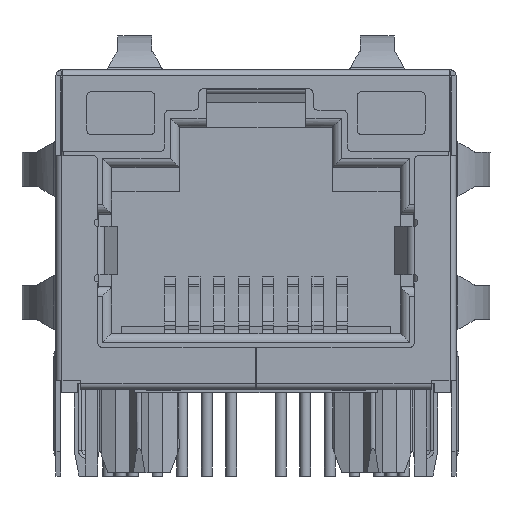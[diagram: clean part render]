
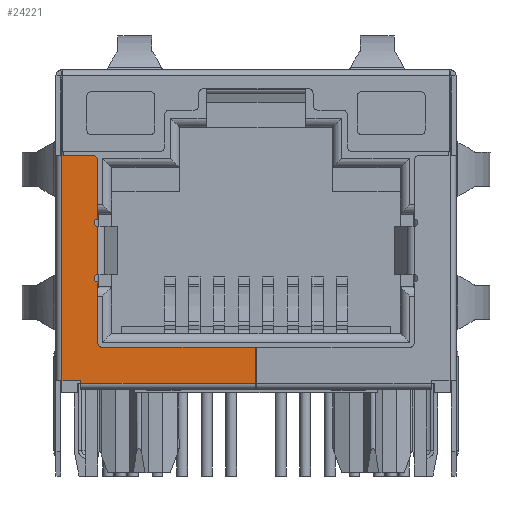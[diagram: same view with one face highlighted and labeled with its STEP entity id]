
A CAD part, front view. The second image highlights one B-rep face of the part: STEP entity #24221.
In plain terms, the highlighted planar face has unit normal (0, -1, 0).
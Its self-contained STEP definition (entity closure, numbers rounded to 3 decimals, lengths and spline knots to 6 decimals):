
#393=LINE('',#41353,#1122);
#394=LINE('',#41398,#1123);
#1122=VECTOR('',#32709,1.);
#1123=VECTOR('',#32720,1.);
#1953=B_SPLINE_CURVE_WITH_KNOTS('',3,(#38536,#38537,#38538,#38539),
 .UNSPECIFIED.,.F.,.F.,(4,4),(0.,1.),.UNSPECIFIED.);
#2369=B_SPLINE_CURVE_WITH_KNOTS('',3,(#41357,#41358,#41359,#41360),
 .UNSPECIFIED.,.F.,.F.,(4,4),(0.,1.),.UNSPECIFIED.);
#2370=B_SPLINE_CURVE_WITH_KNOTS('',3,(#41365,#41366,#41367,#41368),
 .UNSPECIFIED.,.F.,.F.,(4,4),(0.,1.),.UNSPECIFIED.);
#2371=B_SPLINE_CURVE_WITH_KNOTS('',3,(#41369,#41370,#41371,#41372),
 .UNSPECIFIED.,.F.,.F.,(4,4),(0.,0.992068),.UNSPECIFIED.);
#2372=B_SPLINE_CURVE_WITH_KNOTS('',3,(#41374,#41375,#41376,#41377),
 .UNSPECIFIED.,.F.,.F.,(4,4),(0.,1.),.UNSPECIFIED.);
#2373=B_SPLINE_CURVE_WITH_KNOTS('',3,(#41379,#41380,#41381,#41382),
 .UNSPECIFIED.,.F.,.F.,(4,4),(0.000005,1.),.UNSPECIFIED.);
#2374=B_SPLINE_CURVE_WITH_KNOTS('',3,(#41384,#41385,#41386,#41387),
 .UNSPECIFIED.,.F.,.F.,(4,4),(0.,1.),.UNSPECIFIED.);
#2375=B_SPLINE_CURVE_WITH_KNOTS('',3,(#41391,#41392,#41393,#41394),
 .UNSPECIFIED.,.F.,.F.,(4,4),(0.,1.),.UNSPECIFIED.);
#4102=PLANE('',#29792);
#7221=ORIENTED_EDGE('',*,*,#14349,.T.);
#7222=ORIENTED_EDGE('',*,*,#14350,.T.);
#7223=ORIENTED_EDGE('',*,*,#14351,.T.);
#7224=ORIENTED_EDGE('',*,*,#14347,.T.);
#7225=ORIENTED_EDGE('',*,*,#13663,.F.);
#7226=ORIENTED_EDGE('',*,*,#14352,.F.);
#7227=ORIENTED_EDGE('',*,*,#14353,.T.);
#7228=ORIENTED_EDGE('',*,*,#14354,.T.);
#7229=ORIENTED_EDGE('',*,*,#14355,.T.);
#7230=ORIENTED_EDGE('',*,*,#14356,.T.);
#7231=ORIENTED_EDGE('',*,*,#14357,.T.);
#7232=ORIENTED_EDGE('',*,*,#14358,.T.);
#7233=ORIENTED_EDGE('',*,*,#14359,.T.);
#7234=ORIENTED_EDGE('',*,*,#14360,.T.);
#13663=EDGE_CURVE('',#17479,#17480,#1953,.T.);
#14347=EDGE_CURVE('',#17962,#17480,#393,.F.);
#14349=EDGE_CURVE('',#17963,#17964,#2369,.T.);
#14350=EDGE_CURVE('',#17964,#17965,#19901,.F.);
#14351=EDGE_CURVE('',#17965,#17962,#2370,.T.);
#14352=EDGE_CURVE('',#17966,#17479,#2371,.F.);
#14353=EDGE_CURVE('',#17966,#17967,#2372,.T.);
#14354=EDGE_CURVE('',#17967,#17968,#2373,.T.);
#14355=EDGE_CURVE('',#17968,#17969,#2374,.T.);
#14356=EDGE_CURVE('',#17969,#17970,#19902,.F.);
#14357=EDGE_CURVE('',#17970,#17971,#2375,.T.);
#14358=EDGE_CURVE('',#17971,#17972,#19903,.F.);
#14359=EDGE_CURVE('',#17972,#17973,#394,.T.);
#14360=EDGE_CURVE('',#17973,#17963,#19904,.F.);
#17479=VERTEX_POINT('',#38535);
#17480=VERTEX_POINT('',#38540);
#17962=VERTEX_POINT('',#41354);
#17963=VERTEX_POINT('',#41361);
#17964=VERTEX_POINT('',#41362);
#17965=VERTEX_POINT('',#41364);
#17966=VERTEX_POINT('',#41373);
#17967=VERTEX_POINT('',#41378);
#17968=VERTEX_POINT('',#41383);
#17969=VERTEX_POINT('',#41388);
#17970=VERTEX_POINT('',#41390);
#17971=VERTEX_POINT('',#41395);
#17972=VERTEX_POINT('',#41397);
#17973=VERTEX_POINT('',#41399);
#19901=CIRCLE('',#29793,0.0002);
#19902=CIRCLE('',#29794,0.0002);
#19903=CIRCLE('',#29795,0.00015);
#19904=CIRCLE('',#29796,0.00015);
#20831=EDGE_LOOP('',(#7221,#7222,#7223,#7224,#7225,#7226,#7227,#7228,#7229,
#7230,#7231,#7232,#7233,#7234));
#22338=FACE_BOUND('',#20831,.T.);
#24221=ADVANCED_FACE('',(#22338),#4102,.T.);
#29792=AXIS2_PLACEMENT_3D('',#41356,#32712,#32713);
#29793=AXIS2_PLACEMENT_3D('',#41363,#32714,#32715);
#29794=AXIS2_PLACEMENT_3D('',#41389,#32716,#32717);
#29795=AXIS2_PLACEMENT_3D('',#41396,#32718,#32719);
#29796=AXIS2_PLACEMENT_3D('',#41400,#32721,#32722);
#32709=DIRECTION('',(0.,0.,1.));
#32712=DIRECTION('',(0.,-1.,0.));
#32713=DIRECTION('',(1.,0.,0.));
#32714=DIRECTION('',(0.,1.,0.));
#32715=DIRECTION('',(-1.,0.,0.));
#32716=DIRECTION('',(0.,-1.,0.));
#32717=DIRECTION('',(1.,0.,0.));
#32718=DIRECTION('',(0.,-1.,0.));
#32719=DIRECTION('',(1.,0.,0.));
#32720=DIRECTION('',(0.,0.,1.));
#32721=DIRECTION('',(0.,-1.,0.));
#32722=DIRECTION('',(1.,0.,0.));
#38535=CARTESIAN_POINT('',(-0.010726,-0.017485,-0.002845));
#38536=CARTESIAN_POINT('',(-0.010726,-0.017485,-0.002845));
#38537=CARTESIAN_POINT('',(-0.010986,-0.017485,-0.002845));
#38538=CARTESIAN_POINT('',(-0.011246,-0.017485,-0.002845));
#38539=CARTESIAN_POINT('',(-0.011506,-0.017485,-0.002845));
#38540=CARTESIAN_POINT('',(-0.011506,-0.017485,-0.002845));
#41353=CARTESIAN_POINT('',(-0.011506,-0.017485,-0.003011));
#41354=CARTESIAN_POINT('',(-0.011506,-0.017485,0.006445));
#41356=CARTESIAN_POINT('',(-0.011506,-0.017485,-0.003011));
#41357=CARTESIAN_POINT('',(-0.010031,-0.017485,0.00383));
#41358=CARTESIAN_POINT('',(-0.010031,-0.017485,0.004635));
#41359=CARTESIAN_POINT('',(-0.010031,-0.017485,0.00544));
#41360=CARTESIAN_POINT('',(-0.010031,-0.017485,0.006245));
#41361=CARTESIAN_POINT('',(-0.010031,-0.017485,0.00383));
#41362=CARTESIAN_POINT('',(-0.010031,-0.017485,0.006245));
#41363=CARTESIAN_POINT('',(-0.010231,-0.017485,0.006245));
#41364=CARTESIAN_POINT('',(-0.010231,-0.017485,0.006445));
#41365=CARTESIAN_POINT('',(-0.010231,-0.017485,0.006445));
#41366=CARTESIAN_POINT('',(-0.010656,-0.017485,0.006445));
#41367=CARTESIAN_POINT('',(-0.011081,-0.017485,0.006445));
#41368=CARTESIAN_POINT('',(-0.011506,-0.017485,0.006445));
#41369=CARTESIAN_POINT('',(-0.010726,-0.017485,-0.002845));
#41370=CARTESIAN_POINT('',(-0.010726,-0.017485,-0.002881));
#41371=CARTESIAN_POINT('',(-0.010726,-0.017485,-0.002917));
#41372=CARTESIAN_POINT('',(-0.010726,-0.017485,-0.002954));
#41373=CARTESIAN_POINT('',(-0.010726,-0.017485,-0.002954));
#41374=CARTESIAN_POINT('',(-0.010726,-0.017485,-0.002955));
#41375=CARTESIAN_POINT('',(-0.008326,-0.017485,-0.002955));
#41376=CARTESIAN_POINT('',(-0.005926,-0.017485,-0.002955));
#41377=CARTESIAN_POINT('',(-0.003526,-0.017485,-0.002955));
#41378=CARTESIAN_POINT('',(-0.003526,-0.017485,-0.002955));
#41379=CARTESIAN_POINT('',(-0.003526,-0.017485,-0.002955));
#41380=CARTESIAN_POINT('',(-0.003526,-0.017485,-0.002458));
#41381=CARTESIAN_POINT('',(-0.003526,-0.017485,-0.001961));
#41382=CARTESIAN_POINT('',(-0.003526,-0.017485,-0.001465));
#41383=CARTESIAN_POINT('',(-0.003526,-0.017485,-0.001465));
#41384=CARTESIAN_POINT('',(-0.003526,-0.017485,-0.001465));
#41385=CARTESIAN_POINT('',(-0.005628,-0.017485,-0.001465));
#41386=CARTESIAN_POINT('',(-0.007729,-0.017485,-0.001465));
#41387=CARTESIAN_POINT('',(-0.009831,-0.017485,-0.001465));
#41388=CARTESIAN_POINT('',(-0.009831,-0.017485,-0.001465));
#41389=CARTESIAN_POINT('',(-0.009831,-0.017485,-0.001265));
#41390=CARTESIAN_POINT('',(-0.010031,-0.017485,-0.001265));
#41391=CARTESIAN_POINT('',(-0.010031,-0.017485,-0.001265));
#41392=CARTESIAN_POINT('',(-0.010031,-0.017485,-0.000433));
#41393=CARTESIAN_POINT('',(-0.010031,-0.017485,0.000399));
#41394=CARTESIAN_POINT('',(-0.010031,-0.017485,0.00123));
#41395=CARTESIAN_POINT('',(-0.010031,-0.017485,0.00123));
#41396=CARTESIAN_POINT('',(-0.010031,-0.017485,0.00138));
#41397=CARTESIAN_POINT('',(-0.010031,-0.017485,0.00153));
#41398=CARTESIAN_POINT('',(-0.010031,-0.017485,-0.003011));
#41399=CARTESIAN_POINT('',(-0.010031,-0.017485,0.00353));
#41400=CARTESIAN_POINT('',(-0.010031,-0.017485,0.00368));
